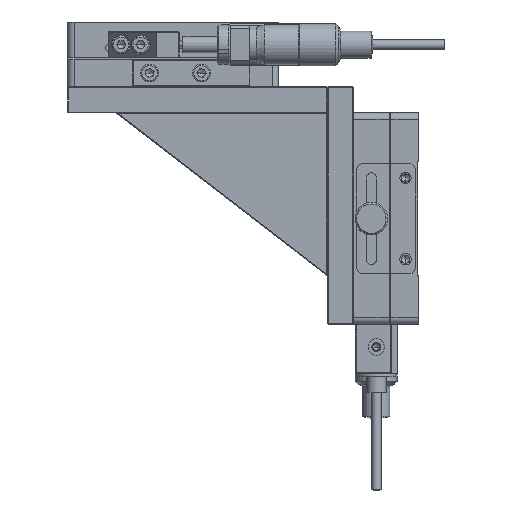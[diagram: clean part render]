
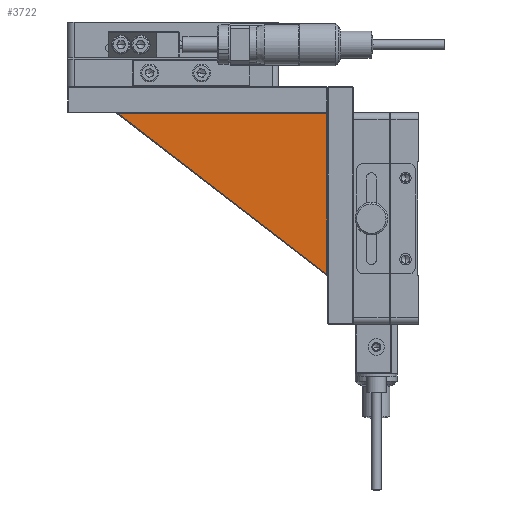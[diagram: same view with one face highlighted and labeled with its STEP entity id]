
A CAD part, left-side view. The second image highlights one B-rep face of the part: STEP entity #3722.
In plain terms, the highlighted planar face has unit normal (-1, 0, 0).
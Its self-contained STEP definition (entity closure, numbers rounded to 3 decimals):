
#756 = CARTESIAN_POINT ( 'NONE',  ( -4., 103., 32.3 ) ) ;
#967 = ORIENTED_EDGE ( 'NONE', *, *, #5183, .T. ) ;
#2484 = VERTEX_POINT ( 'NONE', #8554 ) ;
#3722 = ADVANCED_FACE ( 'NONE', ( #20582 ), #14930, .T. ) ;
#3921 = ORIENTED_EDGE ( 'NONE', *, *, #17248, .T. ) ;
#4206 = CARTESIAN_POINT ( 'NONE',  ( -4., 38.2, -17.094 ) ) ;
#4782 = EDGE_LOOP ( 'NONE', ( #967, #3921, #37514 ) ) ;
#4931 = VERTEX_POINT ( 'NONE', #19316 ) ;
#5183 = EDGE_CURVE ( 'NONE', #4931, #34950, #24816, .T. ) ;
#5775 = DIRECTION ( 'NONE',  ( 0., -0.793, -0.61 ) ) ;
#8554 = CARTESIAN_POINT ( 'NONE',  ( -4., 38.2, 32.3 ) ) ;
#10115 = LINE ( 'NONE', #23408, #31886 ) ;
#14930 = PLANE ( 'NONE',  #20754 ) ;
#17248 = EDGE_CURVE ( 'NONE', #34950, #2484, #10115, .T. ) ;
#19316 = CARTESIAN_POINT ( 'NONE',  ( -4., 102.412, 32.3 ) ) ;
#20582 = FACE_OUTER_BOUND ( 'NONE', #4782, .T. ) ;
#20754 = AXIS2_PLACEMENT_3D ( 'NONE', #32312, #29488, #32435 ) ;
#20932 = EDGE_CURVE ( 'NONE', #2484, #4931, #23070, .T. ) ;
#23024 = DIRECTION ( 'NONE',  ( 0., 0., 1. ) ) ;
#23070 = LINE ( 'NONE', #756, #28493 ) ;
#23408 = CARTESIAN_POINT ( 'NONE',  ( -4., 38.2, 32.5 ) ) ;
#24816 = LINE ( 'NONE', #32078, #30180 ) ;
#26786 = DIRECTION ( 'NONE',  ( 0., 1., 0. ) ) ;
#28493 = VECTOR ( 'NONE', #26786, 1000. ) ;
#29488 = DIRECTION ( 'NONE',  ( -1., 0., 0. ) ) ;
#30180 = VECTOR ( 'NONE', #5775, 1000. ) ;
#31886 = VECTOR ( 'NONE', #23024, 1000. ) ;
#32078 = CARTESIAN_POINT ( 'NONE',  ( -4., 37.878, -17.341 ) ) ;
#32312 = CARTESIAN_POINT ( 'NONE',  ( -4., 38., 32.5 ) ) ;
#32435 = DIRECTION ( 'NONE',  ( 0., 1., 0. ) ) ;
#34950 = VERTEX_POINT ( 'NONE', #4206 ) ;
#37514 = ORIENTED_EDGE ( 'NONE', *, *, #20932, .T. ) ;
